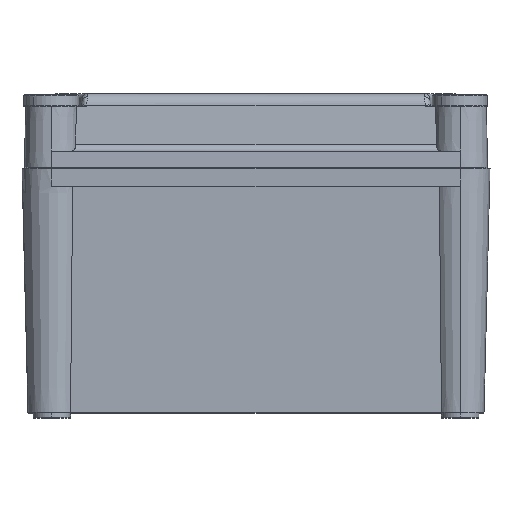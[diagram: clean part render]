
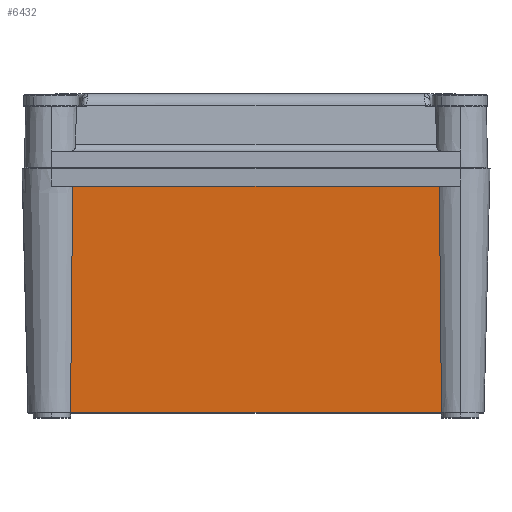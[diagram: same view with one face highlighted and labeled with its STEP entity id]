
A CAD part, top view. The second image highlights one B-rep face of the part: STEP entity #6432.
In plain terms, the highlighted planar face has unit normal (0, -0.026, 1).
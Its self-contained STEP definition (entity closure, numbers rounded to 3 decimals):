
#694 = CARTESIAN_POINT ( 'NONE',  ( 74.5, 0., 88. ) ) ;
#1093 = EDGE_LOOP ( 'NONE', ( #8286, #5753, #13122, #10418 ) ) ;
#1328 = DIRECTION ( 'NONE',  ( 1., 0., 0. ) ) ;
#2929 = CARTESIAN_POINT ( 'NONE',  ( -83., 0., 88. ) ) ;
#3294 =( BOUNDED_CURVE ( )  B_SPLINE_CURVE ( 3, ( #11702, #19693, #7504, #694 ),
 .UNSPECIFIED., .F., .F. ) 
 B_SPLINE_CURVE_WITH_KNOTS ( ( 4, 4 ),
 ( 2.296, 2.404 ),
 .UNSPECIFIED. ) 
 CURVE ( )  GEOMETRIC_REPRESENTATION_ITEM ( )  RATIONAL_B_SPLINE_CURVE ( ( 1., 0.999, 0.999, 1. ) ) 
 REPRESENTATION_ITEM ( '' )  );
#3314 = PLANE ( 'NONE',  #12771 ) ;
#5326 = VERTEX_POINT ( 'NONE', #11465 ) ;
#5345 = CARTESIAN_POINT ( 'NONE',  ( -83., 0., 88. ) ) ;
#5753 = ORIENTED_EDGE ( 'NONE', *, *, #13570, .F. ) ;
#5942 = EDGE_CURVE ( 'NONE', #17723, #20989, #3294, .T. ) ;
#6299 = LINE ( 'NONE', #11236, #21736 ) ;
#6432 = ADVANCED_FACE ( 'NONE', ( #20249 ), #3314, .T. ) ;
#6888 = LINE ( 'NONE', #2929, #14748 ) ;
#7504 = CARTESIAN_POINT ( 'NONE',  ( 74.203, 28.641, 88.75 ) ) ;
#8286 = ORIENTED_EDGE ( 'NONE', *, *, #17485, .F. ) ;
#10418 = ORIENTED_EDGE ( 'NONE', *, *, #5942, .F. ) ;
#10635 = DIRECTION ( 'NONE',  ( 0., -0.026, 1. ) ) ;
#10847 = CARTESIAN_POINT ( 'NONE',  ( -73.922, 58.937, 89.543 ) ) ;
#10970 = CARTESIAN_POINT ( 'NONE',  ( 73.656, 90.8, 90.378 ) ) ;
#11236 = CARTESIAN_POINT ( 'NONE',  ( -83., 90.8, 90.378 ) ) ;
#11465 = CARTESIAN_POINT ( 'NONE',  ( -73.656, 90.8, 90.378 ) ) ;
#11479 = CARTESIAN_POINT ( 'NONE',  ( -74.5, 0., 88. ) ) ;
#11684 = DIRECTION ( 'NONE',  ( 1., 0., 0. ) ) ;
#11702 = CARTESIAN_POINT ( 'NONE',  ( 73.656, 90.8, 90.378 ) ) ;
#12186 = CARTESIAN_POINT ( 'NONE',  ( 74.5, 0., 88. ) ) ;
#12363 = EDGE_CURVE ( 'NONE', #12658, #20989, #6888, .T. ) ;
#12404 = DIRECTION ( 'NONE',  ( 0., -1., -0.026 ) ) ;
#12658 = VERTEX_POINT ( 'NONE', #11479 ) ;
#12771 = AXIS2_PLACEMENT_3D ( 'NONE', #5345, #10635, #12404 ) ;
#13122 = ORIENTED_EDGE ( 'NONE', *, *, #12363, .T. ) ;
#13570 = EDGE_CURVE ( 'NONE', #12658, #5326, #14997, .T. ) ;
#14748 = VECTOR ( 'NONE', #1328, 1000. ) ;
#14997 =( BOUNDED_CURVE ( )  B_SPLINE_CURVE ( 3, ( #20903, #22569, #10847, #19467 ),
 .UNSPECIFIED., .F., .F. ) 
 B_SPLINE_CURVE_WITH_KNOTS ( ( 4, 4 ),
 ( 3.879, 3.987 ),
 .UNSPECIFIED. ) 
 CURVE ( )  GEOMETRIC_REPRESENTATION_ITEM ( )  RATIONAL_B_SPLINE_CURVE ( ( 1., 0.999, 0.999, 1. ) ) 
 REPRESENTATION_ITEM ( '' )  );
#17485 = EDGE_CURVE ( 'NONE', #5326, #17723, #6299, .T. ) ;
#17723 = VERTEX_POINT ( 'NONE', #10970 ) ;
#19467 = CARTESIAN_POINT ( 'NONE',  ( -73.656, 90.8, 90.378 ) ) ;
#19693 = CARTESIAN_POINT ( 'NONE',  ( 73.922, 58.937, 89.543 ) ) ;
#20249 = FACE_OUTER_BOUND ( 'NONE', #1093, .T. ) ;
#20903 = CARTESIAN_POINT ( 'NONE',  ( -74.5, 0., 88. ) ) ;
#20989 = VERTEX_POINT ( 'NONE', #12186 ) ;
#21736 = VECTOR ( 'NONE', #11684, 1000. ) ;
#22569 = CARTESIAN_POINT ( 'NONE',  ( -74.203, 28.641, 88.75 ) ) ;
